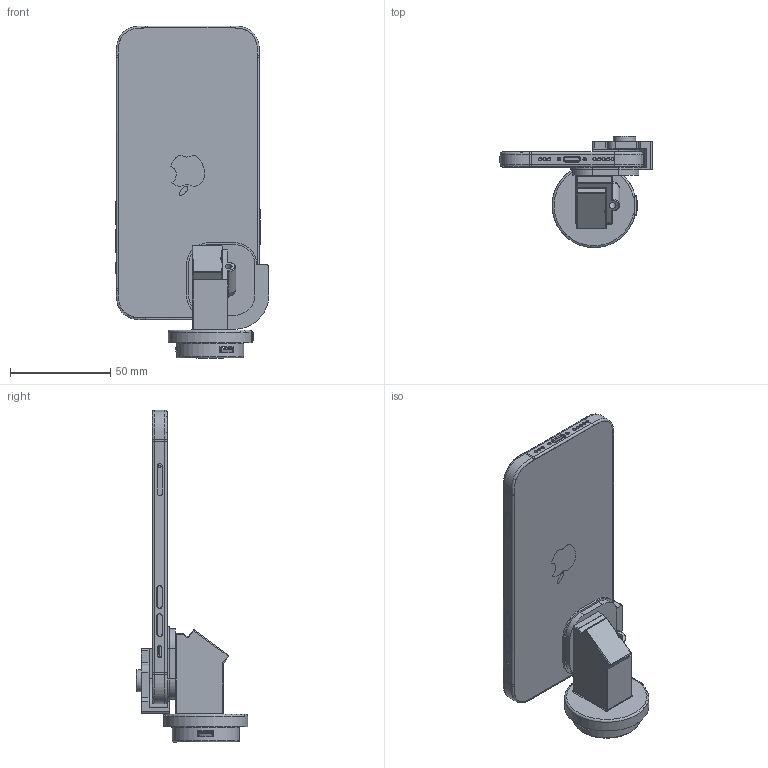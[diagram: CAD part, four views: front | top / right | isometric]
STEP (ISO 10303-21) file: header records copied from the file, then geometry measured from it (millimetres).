
FILE_DESCRIPTION(/* description */ (''),/* implementation_level */ '2;1');
FILE_NAME(/* name */ 'assembly.step',/* time_stamp */ '2024-10-04T21:47:59-04:00',/* author */ (''),/* organization */ (''),/* preprocessor_version */ 'ST-DEVELOPER v20',/* originating_system */ 'Autodesk Translation Framework v13.20.0.188',/* authorisation */ '');
FILE_SCHEMA (('AUTOMOTIVE_DESIGN { 1 0 10303 214 3 1 1 }'));
Length unit declared in the file: millimetre
Products named in the file (6): Assembly; iPhone 13; Lightning receptacle v1; Phone Mount; Chip Mount; Pressure Fit
Assembly tree (5 placements, depth 3):
  Assembly
    iPhone 13
      Lightning receptacle v1
    Phone Mount
    Chip Mount
      Pressure Fit
Bounding box: 76.85 x 55.59 x 165.81 mm (x, y, z)
Volume: 103217.2 mm3; surface area: 83574.2 mm2
Topology: 46 solids, 46 shells, 1001 faces, 2268 edges, 1382 vertices
Faces by surface type: cylinder 361, plane 350, torus 131, bspline 110, sphere 33, cone 16
Full cylindrical faces by diameter (mm): 1.2 x1, 1.45 x16, 1.5 x4, 2.4 x2, 3 x1, 3.454 x1, 6.28 x2, 7 x1, 7.976 x3, 9.525 x2, 11.176 x1, 11.6 x2, 14 x4, 15 x2, 29.718 x1, 33.528 x1
Entity records: 37514 total; most frequent: CARTESIAN_POINT 14895, DIRECTION 4779, ORIENTED_EDGE 4522, EDGE_CURVE 2261, AXIS2_PLACEMENT_3D 1854, VERTEX_POINT 1382, LINE 1071, VECTOR 1071
